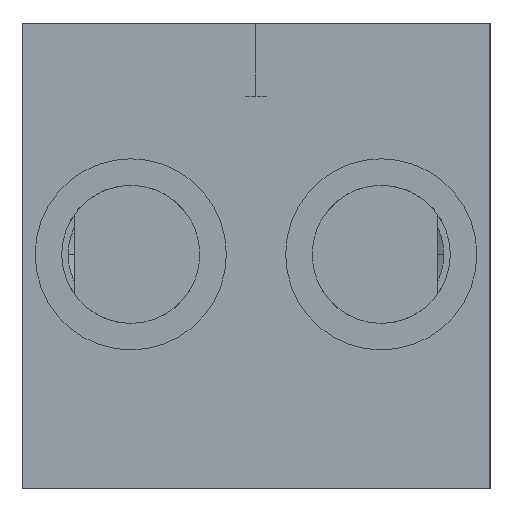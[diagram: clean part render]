
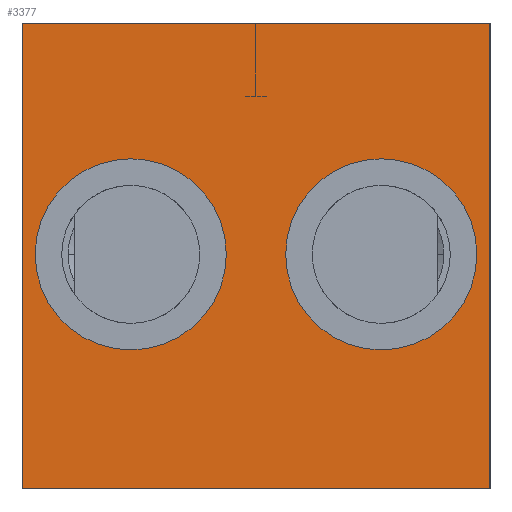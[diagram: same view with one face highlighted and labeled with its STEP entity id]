
A CAD part, left-side view. The second image highlights one B-rep face of the part: STEP entity #3377.
In plain terms, the highlighted planar face has unit normal (-1, 0, 0).
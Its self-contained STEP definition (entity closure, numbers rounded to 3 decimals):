
#2883 = EDGE_CURVE( '', #3709, #6137, #8590, .T. );
#3377 = ADVANCED_FACE( '', ( #9154, #9155, #9156 ), #9157, .F. );
#3709 = VERTEX_POINT( '', #9531 );
#4053 = EDGE_CURVE( '', #7217, #5879, #9913, .T. );
#4585 = VERTEX_POINT( '', #10495 );
#5259 = VERTEX_POINT( '', #11240 );
#5559 = EDGE_CURVE( '', #6043, #5259, #11573, .T. );
#5707 = VERTEX_POINT( '', #11740 );
#5879 = VERTEX_POINT( '', #11934 );
#6043 = VERTEX_POINT( '', #12195 );
#6101 = EDGE_CURVE( '', #5707, #4585, #12261, .T. );
#6137 = VERTEX_POINT( '', #12299 );
#7037 = EDGE_CURVE( '', #6137, #3709, #13299, .T. );
#7217 = VERTEX_POINT( '', #13496 );
#7341 = EDGE_CURVE( '', #6043, #5879, #13630, .T. );
#7657 = EDGE_CURVE( '', #5259, #7217, #13979, .T. );
#7929 = EDGE_CURVE( '', #4585, #5707, #14287, .T. );
#8590 = CIRCLE( '', #15006, 14.5 );
#9154 = FACE_BOUND( '', #15891, .T. );
#9155 = FACE_BOUND( '', #15892, .T. );
#9156 = FACE_OUTER_BOUND( '', #15893, .T. );
#9157 = PLANE( '', #15894 );
#9531 = CARTESIAN_POINT( '', ( 1055.5, 31., 80.5 ) );
#9913 = LINE( '', #17093, #17094 );
#10495 = CARTESIAN_POINT( '', ( 1055.5, 40., 80.5 ) );
#11240 = CARTESIAN_POINT( '', ( 1055.5, 0., 115.5 ) );
#11573 = LINE( '', #19830, #19831 );
#11740 = CARTESIAN_POINT( '', ( 1055.5, 69., 80.5 ) );
#11934 = CARTESIAN_POINT( '', ( 1055.5, 71., 45. ) );
#12195 = CARTESIAN_POINT( '', ( 1055.5, 71., 115.5 ) );
#12261 = CIRCLE( '', #20856, 14.5 );
#12299 = CARTESIAN_POINT( '', ( 1055.5, 2., 80.5 ) );
#13299 = CIRCLE( '', #22808, 14.5 );
#13496 = CARTESIAN_POINT( '', ( 1055.5, 0., 45. ) );
#13630 = LINE( '', #23449, #23450 );
#13979 = LINE( '', #23951, #23952 );
#14287 = CIRCLE( '', #24460, 14.5 );
#15006 = AXIS2_PLACEMENT_3D( '', #25665, #25666, #25667 );
#15891 = EDGE_LOOP( '', ( #26339, #26340 ) );
#15892 = EDGE_LOOP( '', ( #26341, #26342 ) );
#15893 = EDGE_LOOP( '', ( #26343, #26344, #26345, #26346 ) );
#15894 = AXIS2_PLACEMENT_3D( '', #26347, #26348, #26349 );
#17093 = CARTESIAN_POINT( '', ( 1055.5, 35.5, 45. ) );
#17094 = VECTOR( '', #27291, 1. );
#19830 = CARTESIAN_POINT( '', ( 1055.5, 35.5, 115.5 ) );
#19831 = VECTOR( '', #29236, 1. );
#20856 = AXIS2_PLACEMENT_3D( '', #30181, #30182, #30183 );
#22808 = AXIS2_PLACEMENT_3D( '', #31329, #31330, #31331 );
#23449 = CARTESIAN_POINT( '', ( 1055.5, 71., 80.25 ) );
#23450 = VECTOR( '', #31684, 1. );
#23951 = CARTESIAN_POINT( '', ( 1055.5, 0., 80.25 ) );
#23952 = VECTOR( '', #32105, 1. );
#24460 = AXIS2_PLACEMENT_3D( '', #32507, #32508, #32509 );
#25665 = CARTESIAN_POINT( '', ( 1055.5, 16.5, 80.5 ) );
#25666 = DIRECTION( '', ( 1., 0., 0. ) );
#25667 = DIRECTION( '', ( 0., 1., 0. ) );
#26339 = ORIENTED_EDGE( '', *, *, #6101, .T. );
#26340 = ORIENTED_EDGE( '', *, *, #7929, .T. );
#26341 = ORIENTED_EDGE( '', *, *, #2883, .T. );
#26342 = ORIENTED_EDGE( '', *, *, #7037, .T. );
#26343 = ORIENTED_EDGE( '', *, *, #7341, .T. );
#26344 = ORIENTED_EDGE( '', *, *, #4053, .F. );
#26345 = ORIENTED_EDGE( '', *, *, #7657, .F. );
#26346 = ORIENTED_EDGE( '', *, *, #5559, .F. );
#26347 = CARTESIAN_POINT( '', ( 1055.5, 35.5, 80.25 ) );
#26348 = DIRECTION( '', ( 1., 0., 0. ) );
#26349 = DIRECTION( '', ( 0., 0., -1. ) );
#27291 = DIRECTION( '', ( 0., 1., 0. ) );
#29236 = DIRECTION( '', ( 0., -1., 0. ) );
#30181 = CARTESIAN_POINT( '', ( 1055.5, 54.5, 80.5 ) );
#30182 = DIRECTION( '', ( 1., 0., 0. ) );
#30183 = DIRECTION( '', ( 0., 1., 0. ) );
#31329 = CARTESIAN_POINT( '', ( 1055.5, 16.5, 80.5 ) );
#31330 = DIRECTION( '', ( 1., 0., 0. ) );
#31331 = DIRECTION( '', ( 0., 1., 0. ) );
#31684 = DIRECTION( '', ( 0., 0., -1. ) );
#32105 = DIRECTION( '', ( 0., 0., -1. ) );
#32507 = CARTESIAN_POINT( '', ( 1055.5, 54.5, 80.5 ) );
#32508 = DIRECTION( '', ( 1., 0., 0. ) );
#32509 = DIRECTION( '', ( 0., 1., 0. ) );
